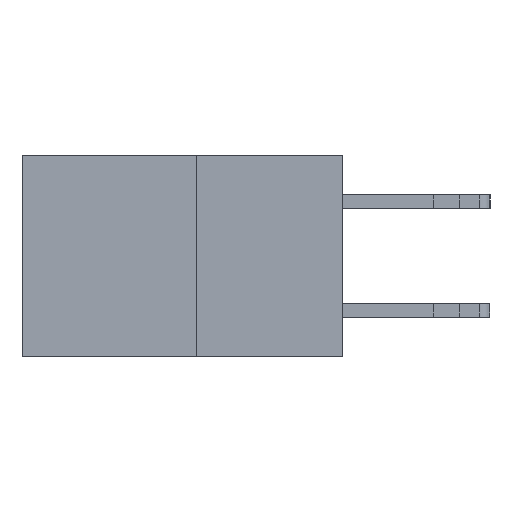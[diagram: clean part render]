
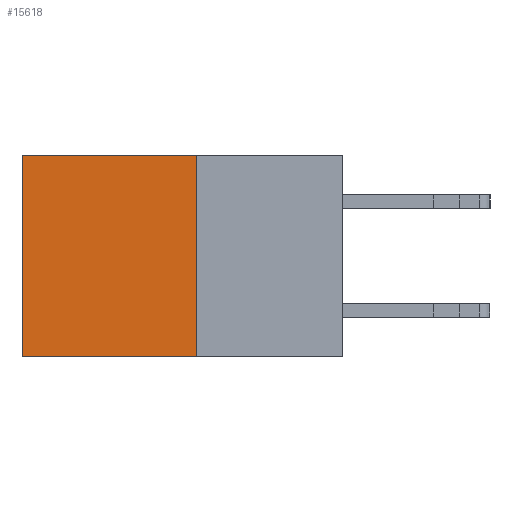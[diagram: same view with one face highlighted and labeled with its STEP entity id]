
A CAD part, left-side view. The second image highlights one B-rep face of the part: STEP entity #15618.
In plain terms, the highlighted planar face has unit normal (-1, 0, 0).
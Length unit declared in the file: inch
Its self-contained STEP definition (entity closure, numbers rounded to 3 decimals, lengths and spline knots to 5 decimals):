
#540 = VERTEX_POINT ( 'NONE', #6020 ) ;
#1105 = CARTESIAN_POINT ( 'NONE',  ( 0.277, 0.27, -0.37 ) ) ;
#1226 = VECTOR ( 'NONE', #10902, 39.37008 ) ;
#1350 = EDGE_CURVE ( 'NONE', #540, #4166, #11609, .T. ) ;
#2155 = VERTEX_POINT ( 'NONE', #8310 ) ;
#2528 = FACE_OUTER_BOUND ( 'NONE', #12234, .T. ) ;
#2543 = CARTESIAN_POINT ( 'NONE',  ( 0.277, 0.27, 0. ) ) ;
#3436 = VECTOR ( 'NONE', #7811, 39.37008 ) ;
#3839 = DIRECTION ( 'NONE',  ( 0., 0., -1. ) ) ;
#4166 = VERTEX_POINT ( 'NONE', #4990 ) ;
#4990 = CARTESIAN_POINT ( 'NONE',  ( 0.277, 0.59, 0. ) ) ;
#5878 = EDGE_CURVE ( 'NONE', #4166, #7033, #9177, .T. ) ;
#6020 = CARTESIAN_POINT ( 'NONE',  ( 0.277, 0.27, 0. ) ) ;
#6479 = CARTESIAN_POINT ( 'NONE',  ( 0.277, 0.27, -0.37 ) ) ;
#7033 = VERTEX_POINT ( 'NONE', #9805 ) ;
#7393 = EDGE_CURVE ( 'NONE', #540, #2155, #10968, .T. ) ;
#7402 = ORIENTED_EDGE ( 'NONE', *, *, #10424, .F. ) ;
#7437 = DIRECTION ( 'NONE',  ( 0., 0., -1. ) ) ;
#7453 = CARTESIAN_POINT ( 'NONE',  ( 0.277, 0.59, -0.37 ) ) ;
#7806 = ORIENTED_EDGE ( 'NONE', *, *, #7393, .F. ) ;
#7811 = DIRECTION ( 'NONE',  ( 0., 0., -1. ) ) ;
#7849 = AXIS2_PLACEMENT_3D ( 'NONE', #1105, #11785, #3839 ) ;
#8310 = CARTESIAN_POINT ( 'NONE',  ( 0.277, 0.27, -0.37 ) ) ;
#8501 = VECTOR ( 'NONE', #8721, 39.37008 ) ;
#8721 = DIRECTION ( 'NONE',  ( 0., 1., 0. ) ) ;
#9177 = LINE ( 'NONE', #7453, #15644 ) ;
#9805 = CARTESIAN_POINT ( 'NONE',  ( 0.277, 0.59, -0.37 ) ) ;
#10424 = EDGE_CURVE ( 'NONE', #2155, #7033, #12271, .T. ) ;
#10902 = DIRECTION ( 'NONE',  ( 0., 1., 0. ) ) ;
#10934 = ORIENTED_EDGE ( 'NONE', *, *, #1350, .T. ) ;
#10968 = LINE ( 'NONE', #6479, #3436 ) ;
#11609 = LINE ( 'NONE', #2543, #8501 ) ;
#11785 = DIRECTION ( 'NONE',  ( 1., 0., 0. ) ) ;
#12234 = EDGE_LOOP ( 'NONE', ( #12700, #7402, #7806, #10934 ) ) ;
#12271 = LINE ( 'NONE', #13404, #1226 ) ;
#12700 = ORIENTED_EDGE ( 'NONE', *, *, #5878, .T. ) ;
#13404 = CARTESIAN_POINT ( 'NONE',  ( 0.277, 0.27, -0.37 ) ) ;
#14309 = PLANE ( 'NONE',  #7849 ) ;
#15618 = ADVANCED_FACE ( 'NONE', ( #2528 ), #14309, .F. ) ;
#15644 = VECTOR ( 'NONE', #7437, 39.37008 ) ;
